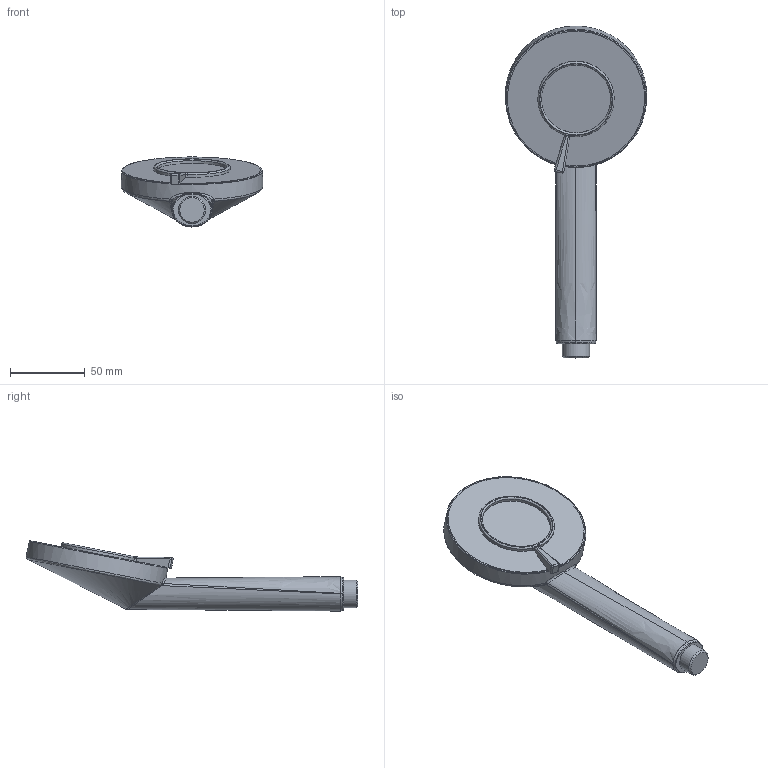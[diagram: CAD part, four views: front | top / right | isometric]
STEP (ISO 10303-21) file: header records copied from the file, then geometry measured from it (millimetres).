
FILE_DESCRIPTION (( 'STEP AP203' ), '1' );
FILE_NAME ('272020+65320100.STEP', '2017-03-09T05:47:56', ( '' ), ( '' ), 'SwSTEP 2.0', 'SolidWorks 2016', '' );
FILE_SCHEMA (( 'CONFIG_CONTROL_DESIGN' ));
Length unit declared in the file: millimetre
Products named in the file (1): 272020+65320100
Bounding box: 94.32 x 221.32 x 46.78 mm (x, y, z)
Volume: 198360 mm3; surface area: 29501.1 mm2
Topology: 1 solids, 1 shells, 63 faces, 143 edges, 84 vertices
Faces by surface type: bspline 33, plane 10, cylinder 10, torus 5, sphere 3, cone 2
Full cylindrical faces by diameter (mm): 18.241 x1, 46.246 x1
Entity records: 6458 total; most frequent: CARTESIAN_POINT 5290, ORIENTED_EDGE 262, DIRECTION 146, EDGE_CURVE 131, VERTEX_POINT 79, B_SPLINE_CURVE_WITH_KNOTS 74, EDGE_LOOP 72, FACE_OUTER_BOUND 68
